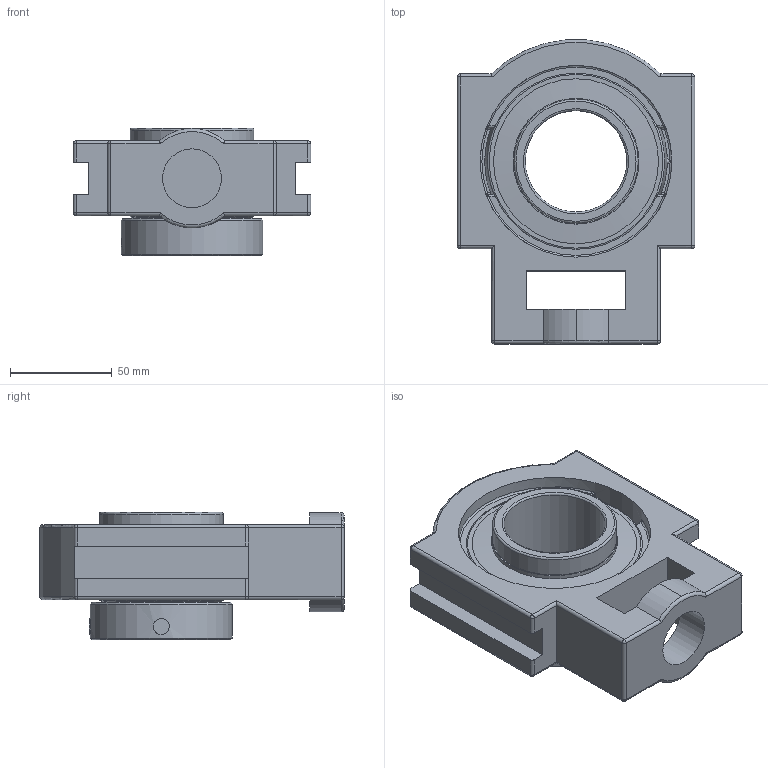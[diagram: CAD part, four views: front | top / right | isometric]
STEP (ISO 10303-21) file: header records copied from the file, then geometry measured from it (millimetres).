
FILE_DESCRIPTION(('HOOPS Exchange Step'),'2;1');
FILE_NAME('export-38B7BBC1-CD3A-4A48-BEED-018A4A275766.stp','2020-05-20T11:17:18-07:00',('dkerr'),('Alibre'),'HOOPS Exchange 2020.0','Alibre','Unknown authorisation');
FILE_SCHEMA( ('AP242_MANAGED_MODEL_BASED_3D_ENGINEERING_MIM_LF {1 0 10303 442 1 1 4 }') );
Length unit declared in the file: inch
Products named in the file (8): MRN STM 210 L4L; SHC 210 (Ball Bearing); SHC 210 (Shield); SHC 210 (Setscrew); SHC 210 (Collar); SHC 210 L4L (50mm) (Race); MRN SHC 210 L4L (50mm); MRN SHCSTM 210 L4L (50mm)
Assembly tree (7 placements, depth 3):
  MRN SHCSTM 210 L4L (50mm)
    MRN STM 210 L4L
    MRN SHC 210 L4L (50mm)
      SHC 210 (Ball Bearing)
      SHC 210 (Shield)
      SHC 210 (Setscrew)
      SHC 210 (Collar)
      SHC 210 L4L (50mm) (Race)
Bounding box: 117 x 149.78 x 62.7 mm (x, y, z)
Volume: 366312.8 mm3; surface area: 114199.8 mm2
Topology: 17 solids, 17 shells, 187 faces, 482 edges, 295 vertices
Faces by surface type: cylinder 70, plane 55, sphere 29, torus 17, cone 12, bspline 4
Full cylindrical faces by diameter (mm): 7.925 x1, 7.938 x2, 29 x1, 50 x2, 55.829 x2, 60.96 x4, 61.976 x2, 69.9 x1, 76.2 x2, 81.28 x4, 94.476 x2, 100.1 x1
Entity records: 7518 total; most frequent: CARTESIAN_POINT 2780, DIRECTION 1037, ORIENTED_EDGE 886, EDGE_CURVE 443, AXIS2_PLACEMENT_3D 428, VERTEX_POINT 295, CIRCLE 218, EDGE_LOOP 210
